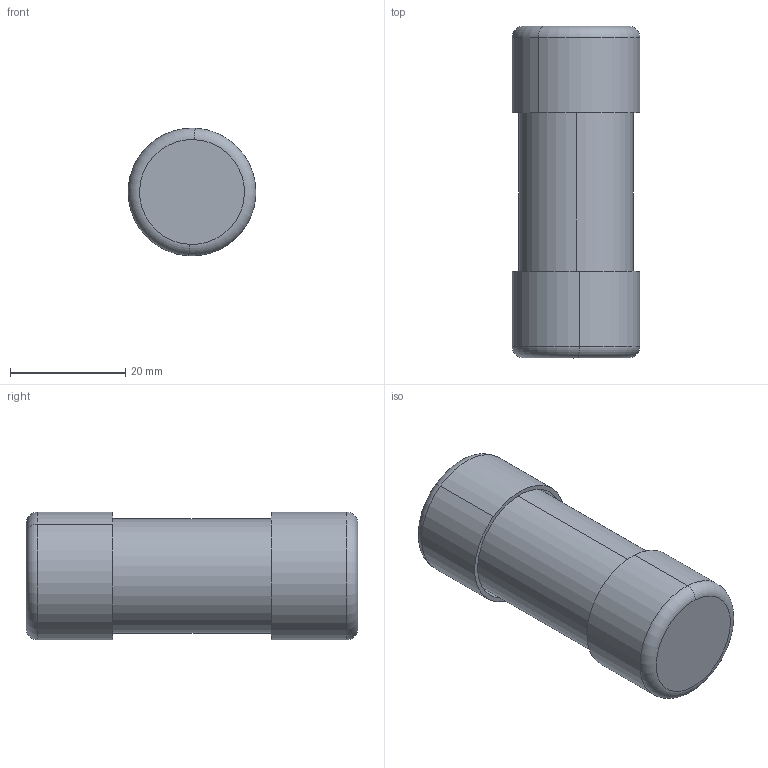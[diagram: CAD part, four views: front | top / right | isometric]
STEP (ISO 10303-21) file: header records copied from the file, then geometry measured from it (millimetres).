
FILE_DESCRIPTION (( 'STEP AP214' ), '1' );
FILE_NAME ('FOCP-ACDC-80-CF_3D.step', '2023-10-17T21:20:57', ( '' ), ( '' ), 'SwSTEP 2.0', 'SolidWorks 2022', '' );
FILE_SCHEMA (( 'AUTOMOTIVE_DESIGN' ));
Length unit declared in the file: millimetre
Products named in the file (1): FOCP-ACDC-80-CF_3D
Bounding box: 22.13 x 57.5 x 22.13 mm (x, y, z)
Volume: 10893.6 mm3; surface area: 9968.6 mm2
Topology: 1 solids, 6 shells, 52 faces, 112 edges, 72 vertices
Faces by surface type: cylinder 20, torus 16, plane 12, cone 4
Entity records: 1588 total; most frequent: DIRECTION 306, CARTESIAN_POINT 237, ORIENTED_EDGE 224, AXIS2_PLACEMENT_3D 141, EDGE_CURVE 112, CIRCLE 88, VERTEX_POINT 72, EDGE_LOOP 60
